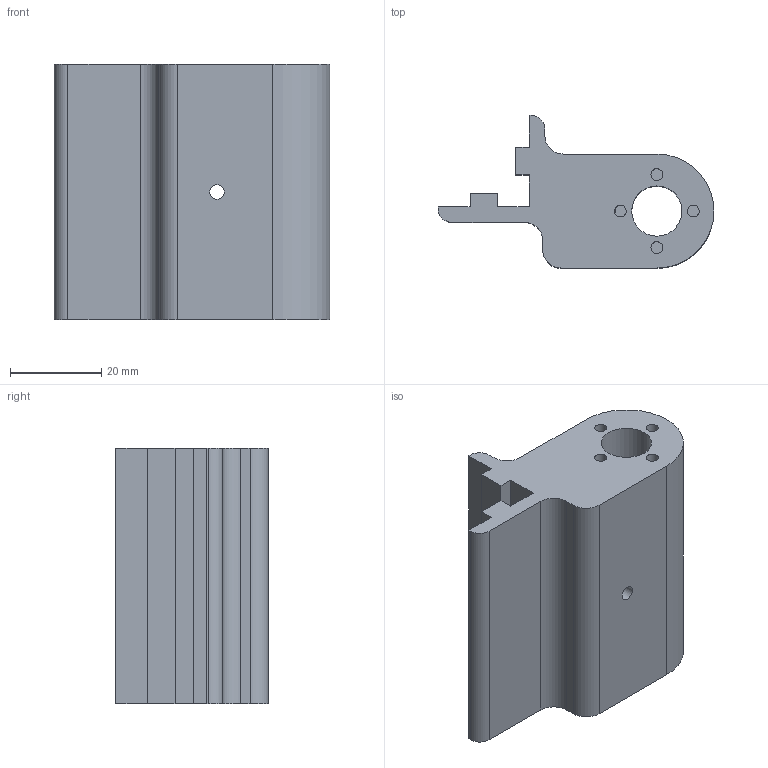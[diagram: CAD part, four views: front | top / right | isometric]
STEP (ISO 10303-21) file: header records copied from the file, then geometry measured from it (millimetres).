
FILE_DESCRIPTION(('FreeCAD Model'),'2;1');
FILE_NAME('Open CASCADE Shape Model','2021-12-25T13:28:28',('Author'),( ''),'Open CASCADE STEP processor 7.5','FreeCAD','Unknown');
FILE_SCHEMA(('AUTOMOTIVE_DESIGN { 1 0 10303 214 1 1 1 1 }'));
Length unit declared in the file: millimetre
Products named in the file (1): motor-idler
Bounding box: 60.45 x 33.45 x 56 mm (x, y, z)
Volume: 45599.3 mm3; surface area: 15978.9 mm2
Topology: 1 solids, 1 shells, 51 faces, 135 edges, 90 vertices
Faces by surface type: plane 35, cylinder 14, cone 2
Full cylindrical faces by diameter (mm): 2.6 x4, 3.2 x1, 8 x2, 11 x1
Entity records: 3822 total; most frequent: CARTESIAN_POINT 1093, DIRECTION 505, LINE 321, VECTOR 321, ORIENTED_EDGE 270, PCURVE 270, DEFINITIONAL_REPRESENTATION 270, EDGE_CURVE 135
